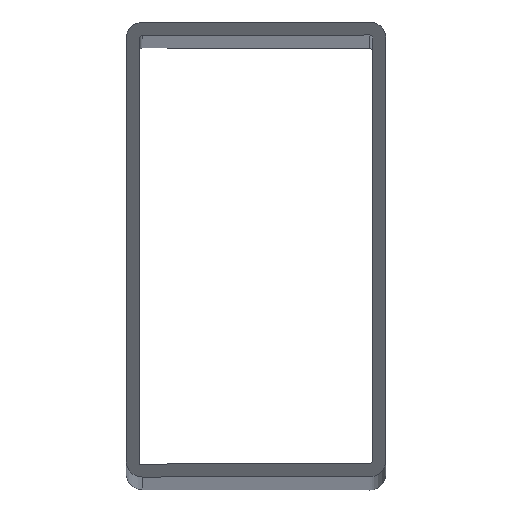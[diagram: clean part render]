
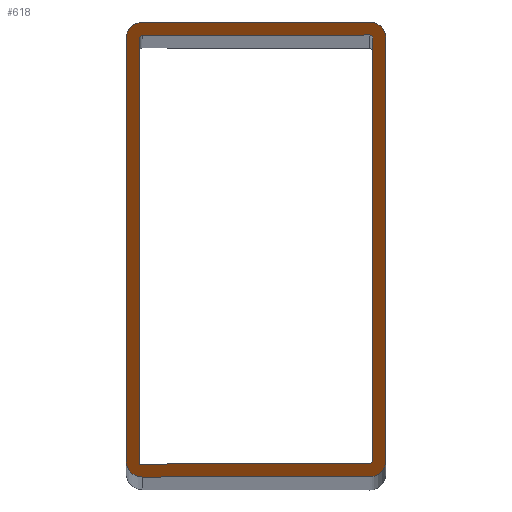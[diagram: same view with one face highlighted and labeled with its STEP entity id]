
A CAD part, top view. The second image highlights one B-rep face of the part: STEP entity #618.
In plain terms, the highlighted planar face has unit normal (-0.707, 0, 0.707).
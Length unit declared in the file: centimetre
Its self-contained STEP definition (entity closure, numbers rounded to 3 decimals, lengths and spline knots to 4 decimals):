
#73=FACE_BOUND('',#157,.T.);
#123=FACE_OUTER_BOUND('',#156,.T.);
#156=EDGE_LOOP('',(#454,#455,#456,#457,#458,#459,#460,#461));
#157=EDGE_LOOP('',(#462,#463,#464,#465,#466,#467,#468));
#239=LINE('',#929,#270);
#240=LINE('',#933,#271);
#241=LINE('',#937,#272);
#242=LINE('',#940,#273);
#243=LINE('',#945,#274);
#244=LINE('',#949,#275);
#245=LINE('',#951,#276);
#246=LINE('',#954,#277);
#270=VECTOR('',#738,4.9497);
#271=VECTOR('',#741,6.5);
#272=VECTOR('',#744,4.9497);
#273=VECTOR('',#747,6.5);
#274=VECTOR('',#750,6.5);
#275=VECTOR('',#753,5.0205);
#276=VECTOR('',#754,6.55);
#277=VECTOR('',#757,4.9497);
#301=ELLIPSE('',#654,0.3536,0.25);
#302=ELLIPSE('',#655,0.3536,0.25);
#303=ELLIPSE('',#656,0.3536,0.25);
#304=ELLIPSE('',#657,0.3536,0.25);
#305=ELLIPSE('',#658,0.0707,0.05);
#306=ELLIPSE('',#659,0.0707,0.05);
#307=ELLIPSE('',#660,0.0707,0.05);
#315=VERTEX_POINT('',#925);
#316=VERTEX_POINT('',#926);
#317=VERTEX_POINT('',#928);
#318=VERTEX_POINT('',#930);
#319=VERTEX_POINT('',#932);
#320=VERTEX_POINT('',#934);
#321=VERTEX_POINT('',#936);
#322=VERTEX_POINT('',#938);
#323=VERTEX_POINT('',#941);
#324=VERTEX_POINT('',#942);
#325=VERTEX_POINT('',#944);
#326=VERTEX_POINT('',#946);
#327=VERTEX_POINT('',#948);
#328=VERTEX_POINT('',#950);
#329=VERTEX_POINT('',#952);
#377=EDGE_CURVE('',#315,#316,#301,.T.);
#378=EDGE_CURVE('',#315,#317,#239,.T.);
#379=EDGE_CURVE('',#318,#317,#302,.T.);
#380=EDGE_CURVE('',#319,#318,#240,.T.);
#381=EDGE_CURVE('',#320,#319,#303,.T.);
#382=EDGE_CURVE('',#320,#321,#241,.T.);
#383=EDGE_CURVE('',#322,#321,#304,.T.);
#384=EDGE_CURVE('',#316,#322,#242,.T.);
#385=EDGE_CURVE('',#323,#324,#305,.T.);
#386=EDGE_CURVE('',#325,#323,#243,.T.);
#387=EDGE_CURVE('',#326,#325,#306,.T.);
#388=EDGE_CURVE('',#326,#327,#244,.T.);
#389=EDGE_CURVE('',#328,#327,#245,.T.);
#390=EDGE_CURVE('',#329,#328,#307,.T.);
#391=EDGE_CURVE('',#329,#324,#246,.T.);
#454=ORIENTED_EDGE('',*,*,#377,.F.);
#455=ORIENTED_EDGE('',*,*,#378,.T.);
#456=ORIENTED_EDGE('',*,*,#379,.F.);
#457=ORIENTED_EDGE('',*,*,#380,.F.);
#458=ORIENTED_EDGE('',*,*,#381,.F.);
#459=ORIENTED_EDGE('',*,*,#382,.T.);
#460=ORIENTED_EDGE('',*,*,#383,.F.);
#461=ORIENTED_EDGE('',*,*,#384,.F.);
#462=ORIENTED_EDGE('',*,*,#385,.F.);
#463=ORIENTED_EDGE('',*,*,#386,.F.);
#464=ORIENTED_EDGE('',*,*,#387,.F.);
#465=ORIENTED_EDGE('',*,*,#388,.T.);
#466=ORIENTED_EDGE('',*,*,#389,.F.);
#467=ORIENTED_EDGE('',*,*,#390,.F.);
#468=ORIENTED_EDGE('',*,*,#391,.T.);
#608=PLANE('',#653);
#618=ADVANCED_FACE('',(#123,#73),#608,.F.);
#653=AXIS2_PLACEMENT_3D('',#924,#734,#735);
#654=AXIS2_PLACEMENT_3D('',#927,#736,#737);
#655=AXIS2_PLACEMENT_3D('',#931,#739,#740);
#656=AXIS2_PLACEMENT_3D('',#935,#742,#743);
#657=AXIS2_PLACEMENT_3D('',#939,#745,#746);
#658=AXIS2_PLACEMENT_3D('',#943,#748,#749);
#659=AXIS2_PLACEMENT_3D('',#947,#751,#752);
#660=AXIS2_PLACEMENT_3D('',#953,#755,#756);
#734=DIRECTION('center_axis',(0.707,0.,-0.707));
#735=DIRECTION('ref_axis',(-0.707,0.,-0.707));
#736=DIRECTION('center_axis',(0.707,0.,-0.707));
#737=DIRECTION('ref_axis',(-0.707,0.,-0.707));
#738=DIRECTION('',(-0.707,0.,-0.707));
#739=DIRECTION('center_axis',(0.707,0.,-0.707));
#740=DIRECTION('ref_axis',(-0.707,0.,-0.707));
#741=DIRECTION('',(0.,1.,0.));
#742=DIRECTION('center_axis',(0.707,0.,-0.707));
#743=DIRECTION('ref_axis',(-0.707,0.,-0.707));
#744=DIRECTION('',(0.707,0.,0.707));
#745=DIRECTION('center_axis',(0.707,0.,-0.707));
#746=DIRECTION('ref_axis',(-0.707,0.,-0.707));
#747=DIRECTION('',(0.,-1.,0.));
#748=DIRECTION('center_axis',(-0.707,0.,0.707));
#749=DIRECTION('ref_axis',(-0.707,0.,-0.707));
#750=DIRECTION('',(0.,1.,0.));
#751=DIRECTION('center_axis',(-0.707,0.,0.707));
#752=DIRECTION('ref_axis',(-0.707,0.,-0.707));
#753=DIRECTION('',(-0.707,0.,-0.707));
#754=DIRECTION('',(0.,-1.,0.));
#755=DIRECTION('center_axis',(-0.707,0.,0.707));
#756=DIRECTION('ref_axis',(-0.707,0.,-0.707));
#757=DIRECTION('',(0.707,0.,0.707));
#924=CARTESIAN_POINT('Origin',(148.15,0.,57.2));
#925=CARTESIAN_POINT('',(149.9,3.5,58.95));
#926=CARTESIAN_POINT('',(150.15,3.25,59.2));
#927=CARTESIAN_POINT('Origin',(149.9,3.25,58.95));
#928=CARTESIAN_POINT('',(146.4,3.5,55.45));
#929=CARTESIAN_POINT('',(149.9,3.5,58.95));
#930=CARTESIAN_POINT('',(146.15,3.25,55.2));
#931=CARTESIAN_POINT('Origin',(146.4,3.25,55.45));
#932=CARTESIAN_POINT('',(146.15,-3.25,55.2));
#933=CARTESIAN_POINT('',(146.15,-3.25,55.2));
#934=CARTESIAN_POINT('',(146.4,-3.5,55.45));
#935=CARTESIAN_POINT('Origin',(146.4,-3.25,55.45));
#936=CARTESIAN_POINT('',(149.9,-3.5,58.95));
#937=CARTESIAN_POINT('',(146.4,-3.5,55.45));
#938=CARTESIAN_POINT('',(150.15,-3.25,59.2));
#939=CARTESIAN_POINT('Origin',(149.9,-3.25,58.95));
#940=CARTESIAN_POINT('',(150.15,3.25,59.2));
#941=CARTESIAN_POINT('',(149.95,3.25,59.));
#942=CARTESIAN_POINT('',(149.9,3.3,58.95));
#943=CARTESIAN_POINT('Origin',(149.9,3.25,58.95));
#944=CARTESIAN_POINT('',(149.95,-3.25,59.));
#945=CARTESIAN_POINT('',(149.95,-3.25,59.));
#946=CARTESIAN_POINT('',(149.9,-3.3,58.95));
#947=CARTESIAN_POINT('Origin',(149.9,-3.25,58.95));
#948=CARTESIAN_POINT('',(146.35,-3.3,55.4));
#949=CARTESIAN_POINT('',(149.9,-3.3,58.95));
#950=CARTESIAN_POINT('',(146.35,3.25,55.4));
#951=CARTESIAN_POINT('',(146.35,3.25,55.4));
#952=CARTESIAN_POINT('',(146.4,3.3,55.45));
#953=CARTESIAN_POINT('Origin',(146.4,3.25,55.45));
#954=CARTESIAN_POINT('',(146.4,3.3,55.45));
